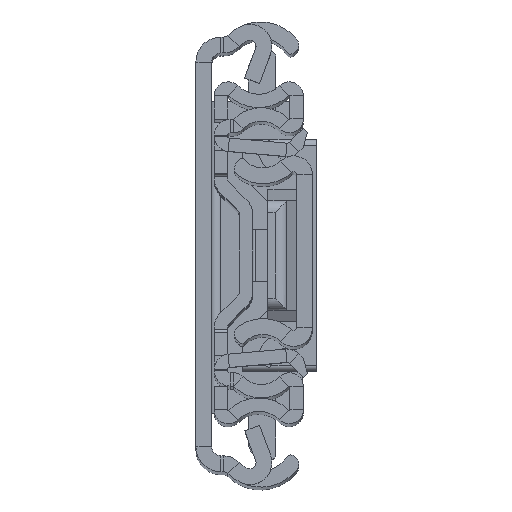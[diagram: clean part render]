
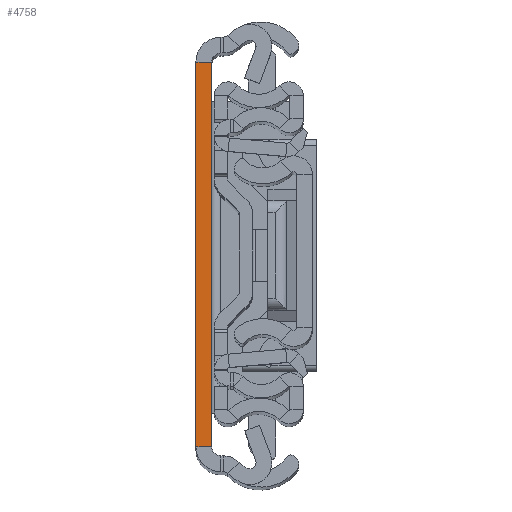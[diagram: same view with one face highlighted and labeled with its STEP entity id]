
A CAD part, top view. The second image highlights one B-rep face of the part: STEP entity #4758.
In plain terms, the highlighted planar face has unit normal (0, 0, 1).
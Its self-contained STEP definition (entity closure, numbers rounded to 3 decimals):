
#123 = CARTESIAN_POINT ( 'NONE',  ( 0., 31.5, 0. ) ) ;
#420 = ORIENTED_EDGE ( 'NONE', *, *, #15296, .F. ) ;
#1461 = EDGE_CURVE ( 'NONE', #4775, #12207, #4411, .T. ) ;
#2429 = CARTESIAN_POINT ( 'NONE',  ( 2.6, -31.5, 0. ) ) ;
#3083 = VECTOR ( 'NONE', #8808, 1000. ) ;
#3218 = ORIENTED_EDGE ( 'NONE', *, *, #4970, .F. ) ;
#4411 = LINE ( 'NONE', #10714, #7267 ) ;
#4758 = ADVANCED_FACE ( 'NONE', ( #16218 ), #14859, .F. ) ;
#4775 = VERTEX_POINT ( 'NONE', #11005 ) ;
#4970 = EDGE_CURVE ( 'NONE', #9665, #6923, #15862, .T. ) ;
#5546 = LINE ( 'NONE', #15711, #13373 ) ;
#5884 = DIRECTION ( 'NONE',  ( 0., 0., -1. ) ) ;
#6641 = DIRECTION ( 'NONE',  ( 0., 1., 0. ) ) ;
#6923 = VERTEX_POINT ( 'NONE', #11192 ) ;
#7267 = VECTOR ( 'NONE', #15915, 1000. ) ;
#7518 = EDGE_LOOP ( 'NONE', ( #3218, #420, #15805, #14885 ) ) ;
#8808 = DIRECTION ( 'NONE',  ( 0., 1., 0. ) ) ;
#9665 = VERTEX_POINT ( 'NONE', #123 ) ;
#10714 = CARTESIAN_POINT ( 'NONE',  ( 2.6, -31.5, 0. ) ) ;
#11005 = CARTESIAN_POINT ( 'NONE',  ( 0., -31.5, 0. ) ) ;
#11192 = CARTESIAN_POINT ( 'NONE',  ( 2.6, 31.5, 0. ) ) ;
#11445 = EDGE_CURVE ( 'NONE', #12207, #6923, #16367, .T. ) ;
#11756 = DIRECTION ( 'NONE',  ( 1., 0., 0. ) ) ;
#12207 = VERTEX_POINT ( 'NONE', #15630 ) ;
#12263 = DIRECTION ( 'NONE',  ( 0., 1., 0. ) ) ;
#12966 = VECTOR ( 'NONE', #11756, 1000. ) ;
#13373 = VECTOR ( 'NONE', #6641, 1000. ) ;
#13531 = AXIS2_PLACEMENT_3D ( 'NONE', #14944, #5884, #12263 ) ;
#14859 = PLANE ( 'NONE',  #13531 ) ;
#14885 = ORIENTED_EDGE ( 'NONE', *, *, #11445, .T. ) ;
#14944 = CARTESIAN_POINT ( 'NONE',  ( 2.6, -31.5, 0. ) ) ;
#15296 = EDGE_CURVE ( 'NONE', #4775, #9665, #5546, .T. ) ;
#15630 = CARTESIAN_POINT ( 'NONE',  ( 2.6, -31.5, 0. ) ) ;
#15700 = CARTESIAN_POINT ( 'NONE',  ( 2.6, 31.5, 0. ) ) ;
#15711 = CARTESIAN_POINT ( 'NONE',  ( 0., -31.5, 0. ) ) ;
#15805 = ORIENTED_EDGE ( 'NONE', *, *, #1461, .T. ) ;
#15862 = LINE ( 'NONE', #15700, #12966 ) ;
#15915 = DIRECTION ( 'NONE',  ( 1., 0., 0. ) ) ;
#16218 = FACE_OUTER_BOUND ( 'NONE', #7518, .T. ) ;
#16367 = LINE ( 'NONE', #2429, #3083 ) ;
